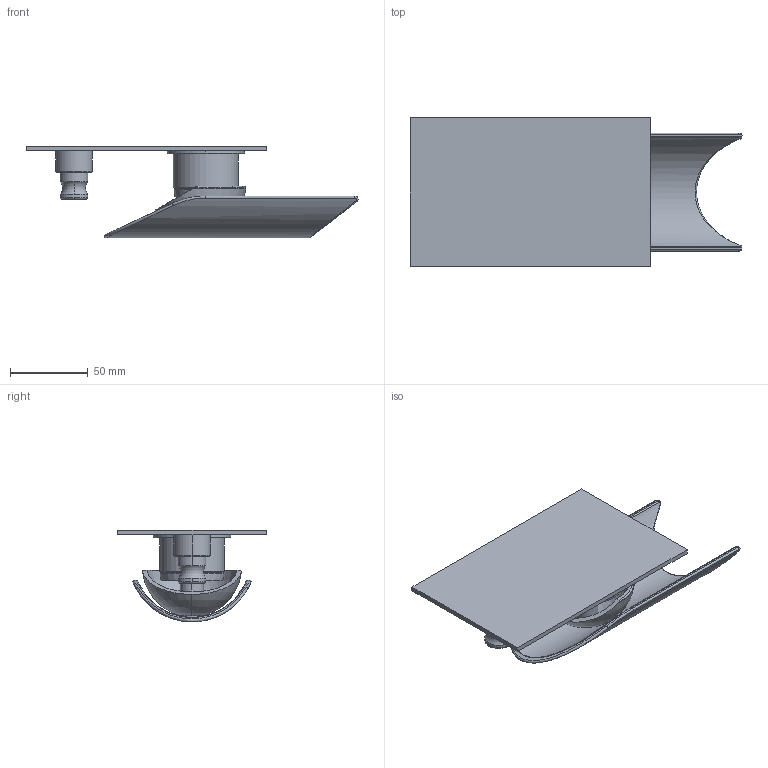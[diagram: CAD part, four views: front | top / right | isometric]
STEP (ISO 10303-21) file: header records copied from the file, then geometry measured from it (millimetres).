
FILE_DESCRIPTION(('CoCreate Modeling STEP Export'),'2;1');
FILE_NAME('73.691.stp','2012-06-04T 9:56:45',(''),(''),'CoCreate Modeling STEP processor for AP214 (Solid Model)','CoCreate Modeling 17.0 01-Apr-2010 (C) Parametric Technology GmbH','');
FILE_SCHEMA(('AUTOMOTIVE_DESIGN { 1 0 10303 214 1 1 1 1 }'));
Length unit declared in the file: millimetre
Products named in the file (2): cappuccio
Assembly tree (1 placements, depth 2):
  cappuccio
    cappuccio
Bounding box: 214.2 x 96 x 59.2 mm (x, y, z)
Volume: 147372.9 mm3; surface area: 72926.1 mm2
Topology: 1 solids, 2 shells, 90 faces, 211 edges, 128 vertices
Faces by surface type: cylinder 33, plane 17, torus 16, bspline 12, sphere 8, cone 4
Entity records: 13116 total; most frequent: CARTESIAN_POINT 11382, ORIENTED_EDGE 414, DIRECTION 257, EDGE_CURVE 207, VERTEX_POINT 128, AXIS2_PLACEMENT_3D 101, EDGE_LOOP 97, FACE_OUTER_BOUND 90
